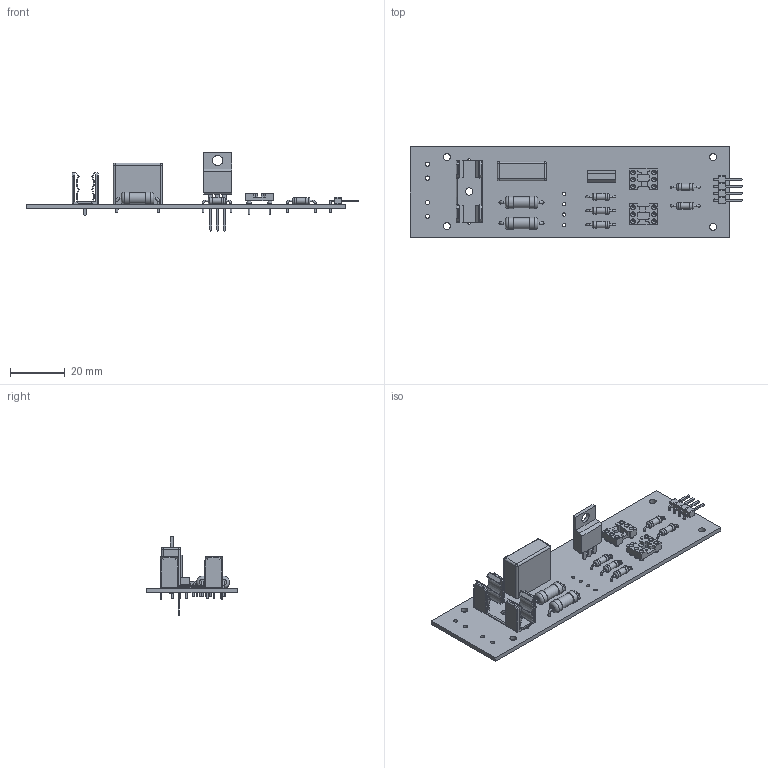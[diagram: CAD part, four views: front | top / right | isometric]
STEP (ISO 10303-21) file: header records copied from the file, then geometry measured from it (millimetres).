
FILE_DESCRIPTION(('KiCad electronic assembly'),'2;1');
FILE_NAME('SpeedControl.step','2021-03-16T10:28:11',('An Author'),( 'A Company'),'Open CASCADE STEP processor 6.9', 'KiCad to STEP converter','Unknown');
FILE_SCHEMA(('AUTOMOTIVE_DESIGN { 1 0 10303 214 1 1 1 1 }'));
Length unit declared in the file: millimetre
Products named in the file (16): Open CASCADE STEP translator 6.9 1; R_Axial_DIN0414_L11.9mm_D4.5mm_P15.24mm_Horizontal; SOLID; R_Axial_DIN0207_L6.3mm_D2.5mm_P10.16mm_Horizontal; TO-220-3_Vertical; DIP-6_W7.62mm_Socket; PinHeader_1x04_P2.54mm_Horizontal; Fuseholder_Cylinder-5x20mm_Schurter_0031_8201_Horizontal_Open; C_Rect_L18.0mm_W7.0mm_P15.00mm_FKS3_FKP3; COMPOUND
Assembly tree (21 placements, depth 3):
  Open CASCADE STEP translator 6.9 1
    R_Axial_DIN0414_L11.9mm_D4.5mm_P15.24mm_Horizontal  x2
      SOLID
    R_Axial_DIN0207_L6.3mm_D2.5mm_P10.16mm_Horizontal  x5
      SOLID
    TO-220-3_Vertical
      SOLID
    DIP-6_W7.62mm_Socket  x2
      SOLID
    PinHeader_1x04_P2.54mm_Horizontal
      SOLID
    Fuseholder_Cylinder-5x20mm_Schurter_0031_8201_Horizontal_Open
      SOLID
    C_Rect_L18.0mm_W7.0mm_P15.00mm_FKS3_FKP3
      SOLID
    COMPOUND
Bounding box: 121.04 x 33.02 x 28.52 mm (x, y, z)
Volume: 9871.2 mm3; surface area: 13360.2 mm2
Topology: 14 solids, 14 shells, 684 faces, 1535 edges, 972 vertices
Faces by surface type: plane 395, cylinder 221, cone 36, torus 28, sphere 4
Full cylindrical faces by diameter (mm): 0.002 x1, 0.508 x24, 0.6 x20, 0.8 x30, 0.9 x2, 1 x4, 1.1 x3, 1.2 x6, 1.22 x4, 1.3 x2, 1.52 x4, 1.524 x12, 1.724 x12, 2.25 x5, 2.5 x14, 2.7 x2, 3.735 x1, 4.05 x2, 4.5 x4
Entity records: 35025 total; most frequent: CARTESIAN_POINT 6876, DIRECTION 4783, LINE 2924, VECTOR 2924, ORIENTED_EDGE 2384, PCURVE 2384, DEFINITIONAL_REPRESENTATION 2384, EDGE_CURVE 1192
